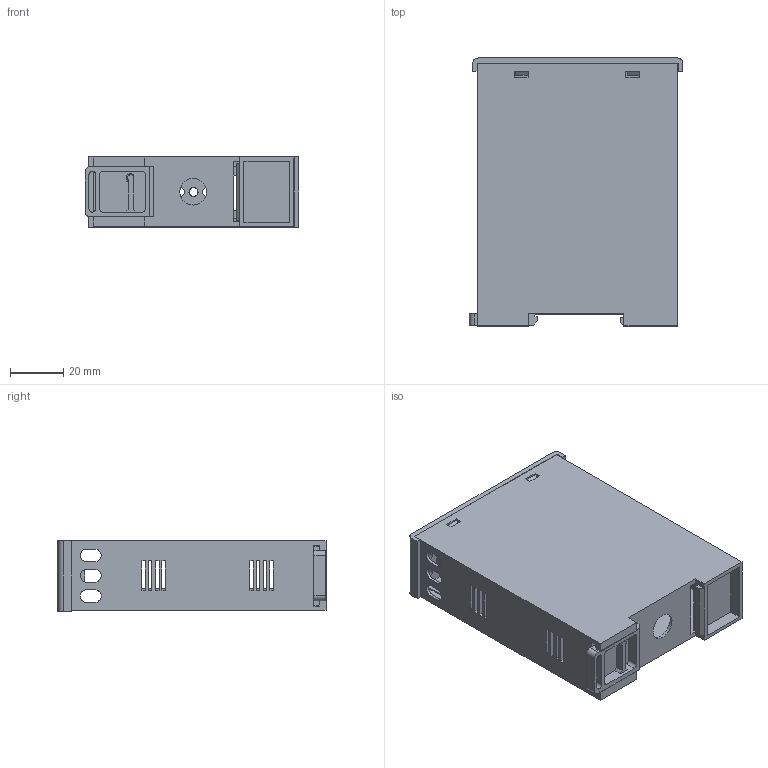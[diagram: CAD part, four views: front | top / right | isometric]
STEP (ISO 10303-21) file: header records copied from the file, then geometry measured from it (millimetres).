
FILE_DESCRIPTION (( 'STEP AP214' ), '1' );
FILE_NAME ('NT15.STEP', '2022-02-25T14:39:13', ( '' ), ( '' ), 'SwSTEP 2.0', 'SolidWorks 2021', '' );
FILE_SCHEMA (( 'AUTOMOTIVE_DESIGN' ));
Length unit declared in the file: millimetre
Products named in the file (4): 1NA106000000; 1NA1040000000; 1NA10100000; NT15
Assembly tree (3 placements, depth 2):
  NT15
    1NA10100000
    1NA106000000
    1NA1040000000
Bounding box: 79.9 x 100.3 x 26.2 mm (x, y, z)
Volume: 38043.4 mm3; surface area: 49557.6 mm2
Topology: 3 solids, 3 shells, 344 faces, 1014 edges, 664 vertices
Faces by surface type: plane 289, cylinder 55
Entity records: 11616 total; most frequent: ORIENTED_EDGE 2028, CARTESIAN_POINT 2028, DIRECTION 1826, EDGE_CURVE 1014, VECTOR 902, LINE 902, VERTEX_POINT 664, AXIS2_PLACEMENT_3D 462
